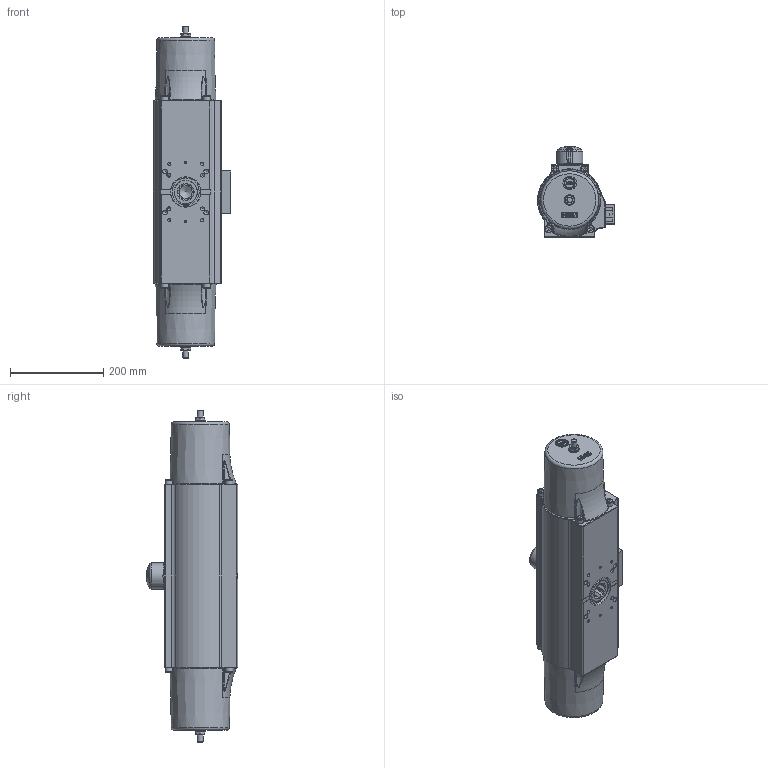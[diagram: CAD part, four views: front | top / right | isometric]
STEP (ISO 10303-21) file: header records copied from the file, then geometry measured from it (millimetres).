
FILE_DESCRIPTION(/* description */ ('','CAx-IF Rec.Pracs.---Representation and Presentation of Product Manufacturing Information (PMI)---3.8---2014-02-18'),/* implementation_level */ '2;1');
FILE_NAME(/* name */ 'EB 12.1 SYS F10F12.stp',/* time_stamp */ '2018-10-16T09:49:19+02:00',/* author */ ('hellwig'),/* organization */ (''),/* preprocessor_version */ 'ST-DEVELOPER v16.5',/* originating_system */ 'Autodesk Inventor 2017',/* authorisation */ '');
FILE_SCHEMA (('AP242_MANAGED_MODEL_BASED_3D_ENGINEERING_MIM_LF { 1 0 10303 442 1 1 4 }'));
Products named in the file (1): M47040
Bounding box: 164.93 x 195.5 x 711 mm (x, y, z)
Volume: 3306308.3 mm3; surface area: 781174.3 mm2
Topology: 1 solids, 39 shells, 1987 faces, 5079 edges, 3217 vertices
Faces by surface type: plane 995, cylinder 468, bspline 230, cone 142, torus 81, sphere 71
Full cylindrical faces by diameter (mm): 2 x10, 2.5 x2, 3 x4, 4 x4, 4.134 x8, 4.2 x1, 4.917 x3, 5 x3, 5.5 x1, 6 x3, 6.6 x2, 6.647 x4, 7 x3, 8.376 x12, 9 x2, 10 x10, 10.106 x4, 11 x10, 11.3 x2, 11.445 x2, 12 x4, 16 x24, 16.5 x1, 17 x2, 21 x1, 22.4 x2, 28 x1, 28.6 x1, 29 x2, 30 x2
Entity records: 65527 total; most frequent: CARTESIAN_POINT 18410, ORIENTED_EDGE 9212, DIRECTION 8981, EDGE_CURVE 4606, AXIS2_PLACEMENT_3D 3245, VERTEX_POINT 3072, LINE 2491, VECTOR 2491
